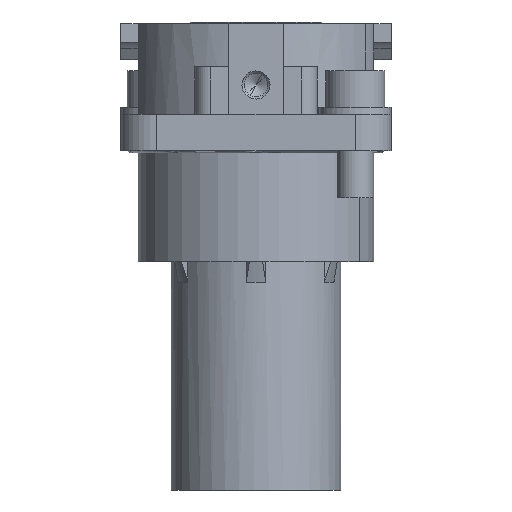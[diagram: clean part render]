
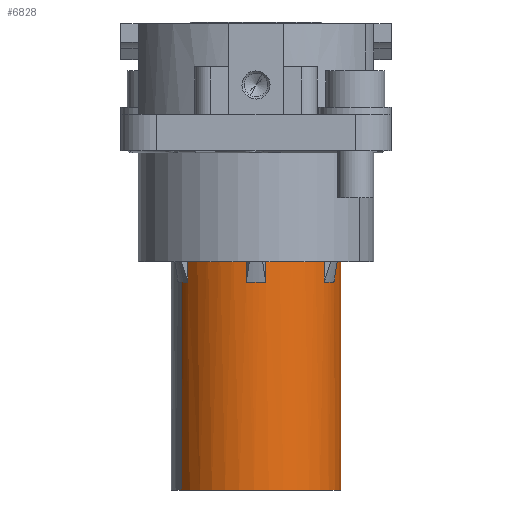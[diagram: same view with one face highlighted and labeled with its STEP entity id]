
A CAD part, left-side view. The second image highlights one B-rep face of the part: STEP entity #6828.
In plain terms, the highlighted cylindrical face has radius 18.75 mm (diameter 37.5 mm), a partial arc.
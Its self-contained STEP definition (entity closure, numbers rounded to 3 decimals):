
#6192=AXIS2_PLACEMENT_3D('Cylinder Axis2P3D',#6189,#6190,#6191) ;
#6695=AXIS2_PLACEMENT_3D('Circle Axis2P3D',#6693,#6694,$) ;
#6725=AXIS2_PLACEMENT_3D('Circle Axis2P3D',#6723,#6724,$) ;
#6741=AXIS2_PLACEMENT_3D('Circle Axis2P3D',#6739,#6740,$) ;
#6755=AXIS2_PLACEMENT_3D('Circle Axis2P3D',#6753,#6754,$) ;
#6769=AXIS2_PLACEMENT_3D('Circle Axis2P3D',#6767,#6768,$) ;
#6783=AXIS2_PLACEMENT_3D('Circle Axis2P3D',#6781,#6782,$) ;
#6788=AXIS2_PLACEMENT_3D('Circle Axis2P3D',#6786,#6787,$) ;
#6800=AXIS2_PLACEMENT_3D('Circle Axis2P3D',#6798,#6799,$) ;
#6189=CARTESIAN_POINT('Axis2P3D Location',(40.,29.9,51.65)) ;
#6256=CARTESIAN_POINT('Vertex',(48.989,13.445,45.9)) ;
#6259=CARTESIAN_POINT('Line Origine',(48.989,13.445,30.2)) ;
#6263=CARTESIAN_POINT('Vertex',(48.989,13.445,0.)) ;
#6270=CARTESIAN_POINT('Vertex',(31.011,46.355,0.)) ;
#6273=CARTESIAN_POINT('Line Origine',(31.011,46.355,30.2)) ;
#6277=CARTESIAN_POINT('Vertex',(31.011,46.355,45.9)) ;
#6693=CARTESIAN_POINT('Axis2P3D Location',(40.,29.9,45.9)) ;
#6697=CARTESIAN_POINT('Vertex',(47.442,12.69,45.9)) ;
#6723=CARTESIAN_POINT('Axis2P3D Location',(40.,29.9,45.9)) ;
#6727=CARTESIAN_POINT('Vertex',(32.558,12.69,45.9)) ;
#6729=CARTESIAN_POINT('Vertex',(28.817,14.85,45.9)) ;
#6732=CARTESIAN_POINT('Line Origine',(28.817,14.85,30.2)) ;
#6736=CARTESIAN_POINT('Vertex',(28.817,14.85,58.4)) ;
#6739=CARTESIAN_POINT('Axis2P3D Location',(40.,29.9,58.4)) ;
#6743=CARTESIAN_POINT('Vertex',(21.375,27.74,58.4)) ;
#6746=CARTESIAN_POINT('Line Origine',(21.375,27.74,30.2)) ;
#6750=CARTESIAN_POINT('Vertex',(21.375,27.74,45.9)) ;
#6753=CARTESIAN_POINT('Axis2P3D Location',(40.,29.9,45.9)) ;
#6757=CARTESIAN_POINT('Vertex',(21.375,32.06,45.9)) ;
#6760=CARTESIAN_POINT('Line Origine',(21.375,32.06,30.2)) ;
#6764=CARTESIAN_POINT('Vertex',(21.375,32.06,58.4)) ;
#6767=CARTESIAN_POINT('Axis2P3D Location',(40.,29.9,58.4)) ;
#6771=CARTESIAN_POINT('Vertex',(28.817,44.95,58.4)) ;
#6774=CARTESIAN_POINT('Line Origine',(28.817,44.95,30.2)) ;
#6778=CARTESIAN_POINT('Vertex',(28.817,44.95,45.9)) ;
#6781=CARTESIAN_POINT('Axis2P3D Location',(40.,29.9,45.9)) ;
#6786=CARTESIAN_POINT('Axis2P3D Location',(40.,29.9,0.)) ;
#6791=CARTESIAN_POINT('Line Origine',(47.442,12.69,30.2)) ;
#6795=CARTESIAN_POINT('Vertex',(47.442,12.69,58.4)) ;
#6798=CARTESIAN_POINT('Axis2P3D Location',(40.,29.9,58.4)) ;
#6802=CARTESIAN_POINT('Vertex',(32.558,12.69,58.4)) ;
#6805=CARTESIAN_POINT('Line Origine',(32.558,12.69,30.2)) ;
#6190=DIRECTION('Axis2P3D Direction',(-0.,0.,1.)) ;
#6191=DIRECTION('Axis2P3D XDirection',(0.479,-0.878,0.)) ;
#6260=DIRECTION('Vector Direction',(0.,0.,1.)) ;
#6274=DIRECTION('Vector Direction',(0.,0.,1.)) ;
#6694=DIRECTION('Axis2P3D Direction',(-0.,0.,1.)) ;
#6724=DIRECTION('Axis2P3D Direction',(-0.,0.,1.)) ;
#6733=DIRECTION('Vector Direction',(0.,0.,1.)) ;
#6740=DIRECTION('Axis2P3D Direction',(-0.,0.,1.)) ;
#6747=DIRECTION('Vector Direction',(0.,0.,1.)) ;
#6754=DIRECTION('Axis2P3D Direction',(-0.,0.,1.)) ;
#6761=DIRECTION('Vector Direction',(0.,0.,1.)) ;
#6768=DIRECTION('Axis2P3D Direction',(-0.,0.,1.)) ;
#6775=DIRECTION('Vector Direction',(0.,0.,1.)) ;
#6782=DIRECTION('Axis2P3D Direction',(-0.,0.,1.)) ;
#6787=DIRECTION('Axis2P3D Direction',(-0.,0.,1.)) ;
#6792=DIRECTION('Vector Direction',(0.,0.,1.)) ;
#6799=DIRECTION('Axis2P3D Direction',(-0.,0.,1.)) ;
#6806=DIRECTION('Vector Direction',(0.,0.,1.)) ;
#6261=VECTOR('Line Direction',#6260,1.) ;
#6275=VECTOR('Line Direction',#6274,1.) ;
#6734=VECTOR('Line Direction',#6733,1.) ;
#6748=VECTOR('Line Direction',#6747,1.) ;
#6762=VECTOR('Line Direction',#6761,1.) ;
#6776=VECTOR('Line Direction',#6775,1.) ;
#6793=VECTOR('Line Direction',#6792,1.) ;
#6807=VECTOR('Line Direction',#6806,1.) ;
#6811=ORIENTED_EDGE('',*,*,#6731,.T.) ;
#6812=ORIENTED_EDGE('',*,*,#6738,.F.) ;
#6813=ORIENTED_EDGE('',*,*,#6745,.F.) ;
#6814=ORIENTED_EDGE('',*,*,#6752,.T.) ;
#6815=ORIENTED_EDGE('',*,*,#6759,.T.) ;
#6816=ORIENTED_EDGE('',*,*,#6766,.F.) ;
#6817=ORIENTED_EDGE('',*,*,#6773,.F.) ;
#6818=ORIENTED_EDGE('',*,*,#6780,.T.) ;
#6819=ORIENTED_EDGE('',*,*,#6785,.T.) ;
#6820=ORIENTED_EDGE('',*,*,#6279,.T.) ;
#6821=ORIENTED_EDGE('',*,*,#6790,.T.) ;
#6822=ORIENTED_EDGE('',*,*,#6265,.F.) ;
#6823=ORIENTED_EDGE('',*,*,#6699,.T.) ;
#6824=ORIENTED_EDGE('',*,*,#6797,.F.) ;
#6825=ORIENTED_EDGE('',*,*,#6804,.F.) ;
#6826=ORIENTED_EDGE('',*,*,#6809,.T.) ;
#6828=ADVANCED_FACE('Hauptk\X2\00F6\X0\rper',(#6827),#6193,.T.) ;
#6696=CIRCLE('generated circle',#6695,18.75) ;
#6726=CIRCLE('generated circle',#6725,18.75) ;
#6742=CIRCLE('generated circle',#6741,18.75) ;
#6756=CIRCLE('generated circle',#6755,18.75) ;
#6770=CIRCLE('generated circle',#6769,18.75) ;
#6784=CIRCLE('generated circle',#6783,18.75) ;
#6789=CIRCLE('generated circle',#6788,18.75) ;
#6801=CIRCLE('generated circle',#6800,18.75) ;
#6193=CYLINDRICAL_SURFACE('generated cylinder',#6192,18.75) ;
#6265=EDGE_CURVE('',#6257,#6264,#6262,.F.) ;
#6279=EDGE_CURVE('',#6278,#6271,#6276,.F.) ;
#6699=EDGE_CURVE('',#6257,#6698,#6696,.F.) ;
#6731=EDGE_CURVE('',#6728,#6730,#6726,.F.) ;
#6738=EDGE_CURVE('',#6737,#6730,#6735,.F.) ;
#6745=EDGE_CURVE('',#6744,#6737,#6742,.T.) ;
#6752=EDGE_CURVE('',#6744,#6751,#6749,.F.) ;
#6759=EDGE_CURVE('',#6751,#6758,#6756,.F.) ;
#6766=EDGE_CURVE('',#6765,#6758,#6763,.F.) ;
#6773=EDGE_CURVE('',#6772,#6765,#6770,.T.) ;
#6780=EDGE_CURVE('',#6772,#6779,#6777,.F.) ;
#6785=EDGE_CURVE('',#6779,#6278,#6784,.F.) ;
#6790=EDGE_CURVE('',#6271,#6264,#6789,.T.) ;
#6797=EDGE_CURVE('',#6796,#6698,#6794,.F.) ;
#6804=EDGE_CURVE('',#6803,#6796,#6801,.T.) ;
#6809=EDGE_CURVE('',#6803,#6728,#6808,.F.) ;
#6810=EDGE_LOOP('',(#6811,#6812,#6813,#6814,#6815,#6816,#6817,#6818,#6819,#6820,#6821,#6822,#6823,#6824,#6825,#6826)) ;
#6827=FACE_OUTER_BOUND('',#6810,.T.) ;
#6262=LINE('Line',#6259,#6261) ;
#6276=LINE('Line',#6273,#6275) ;
#6735=LINE('Line',#6732,#6734) ;
#6749=LINE('Line',#6746,#6748) ;
#6763=LINE('Line',#6760,#6762) ;
#6777=LINE('Line',#6774,#6776) ;
#6794=LINE('Line',#6791,#6793) ;
#6808=LINE('Line',#6805,#6807) ;
#6257=VERTEX_POINT('',#6256) ;
#6264=VERTEX_POINT('',#6263) ;
#6271=VERTEX_POINT('',#6270) ;
#6278=VERTEX_POINT('',#6277) ;
#6698=VERTEX_POINT('',#6697) ;
#6728=VERTEX_POINT('',#6727) ;
#6730=VERTEX_POINT('',#6729) ;
#6737=VERTEX_POINT('',#6736) ;
#6744=VERTEX_POINT('',#6743) ;
#6751=VERTEX_POINT('',#6750) ;
#6758=VERTEX_POINT('',#6757) ;
#6765=VERTEX_POINT('',#6764) ;
#6772=VERTEX_POINT('',#6771) ;
#6779=VERTEX_POINT('',#6778) ;
#6796=VERTEX_POINT('',#6795) ;
#6803=VERTEX_POINT('',#6802) ;
